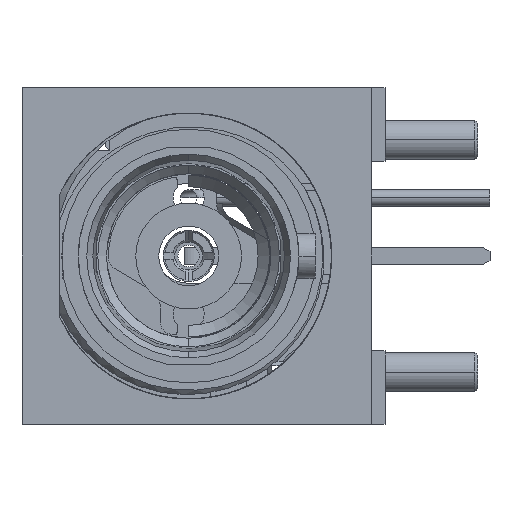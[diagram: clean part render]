
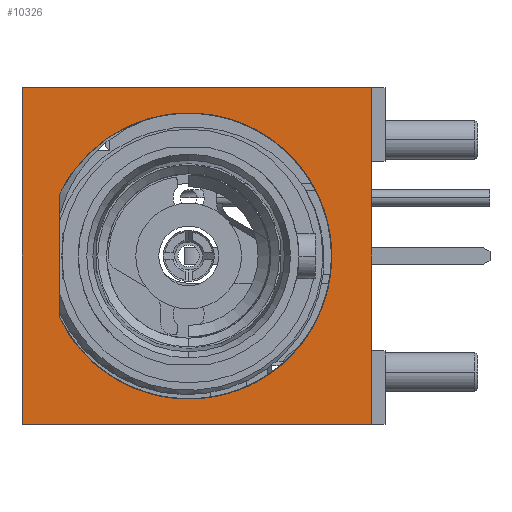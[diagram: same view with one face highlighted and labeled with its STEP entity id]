
A CAD part, left-side view. The second image highlights one B-rep face of the part: STEP entity #10326.
In plain terms, the highlighted planar face has unit normal (-1, 0, 0).
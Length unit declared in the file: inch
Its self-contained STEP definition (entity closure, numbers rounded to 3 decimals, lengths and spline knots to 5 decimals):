
#8498=CARTESIAN_POINT('',(0.34906,0.,0.));
#8499=DIRECTION('',(1.,0.,0.));
#8500=DIRECTION('',(0.,0.902,0.431));
#8501=AXIS2_PLACEMENT_3D('',#8498,#8499,#8500);
#8627=DIRECTION('',(0.,0.,-1.));
#8628=VECTOR('',#8627,0.57992);
#8629=CARTESIAN_POINT('',(0.34906,-0.31496,
0.28996));
#8630=LINE('',#8629,#8628);
#8631=DIRECTION('',(0.,1.,0.));
#8632=VECTOR('',#8631,0.60197);
#8633=CARTESIAN_POINT('',(0.34906,-0.31496,
-0.28996));
#8634=LINE('',#8633,#8632);
#8635=DIRECTION('',(0.,0.,1.));
#8636=VECTOR('',#8635,0.57992);
#8637=CARTESIAN_POINT('',(0.34906,0.28701,
-0.28996));
#8638=LINE('',#8637,#8636);
#8639=DIRECTION('',(0.,-1.,0.));
#8640=VECTOR('',#8639,0.60197);
#8641=CARTESIAN_POINT('',(0.34906,0.28701,
0.28996));
#8642=LINE('',#8641,#8640);
#8643=DIRECTION('',(0.,0.,1.));
#8644=VECTOR('',#8643,0.21215);
#8645=CARTESIAN_POINT('',(0.34906,0.22224,
-0.10607));
#8646=LINE('',#8645,#8644);
#9467=CARTESIAN_POINT('',(0.34906,-0.31496,
0.28996));
#9468=CARTESIAN_POINT('',(0.34906,-0.31496,
-0.28996));
#9469=VERTEX_POINT('',#9467);
#9470=VERTEX_POINT('',#9468);
#9471=CARTESIAN_POINT('',(0.34906,0.28701,
-0.28996));
#9472=VERTEX_POINT('',#9471);
#9473=CARTESIAN_POINT('',(0.34906,0.28701,
0.28996));
#9474=VERTEX_POINT('',#9473);
#9701=CARTESIAN_POINT('',(0.34906,0.22224,
0.10607));
#9703=VERTEX_POINT('',#9701);
#9734=CARTESIAN_POINT('',(0.34906,0.22224,
-0.10607));
#9736=VERTEX_POINT('',#9734);
#10307=CARTESIAN_POINT('',(0.34906,0.,0.));
#10308=DIRECTION('',(1.,0.,0.));
#10309=DIRECTION('',(0.,1.,0.));
#10310=AXIS2_PLACEMENT_3D('',#10307,#10308,#10309);
#10311=PLANE('',#10310);
#10313=ORIENTED_EDGE('',*,*,#10312,.T.);
#10315=ORIENTED_EDGE('',*,*,#10314,.T.);
#10317=ORIENTED_EDGE('',*,*,#10316,.T.);
#10319=ORIENTED_EDGE('',*,*,#10318,.T.);
#10320=EDGE_LOOP('',(#10313,#10315,#10317,#10319));
#10321=FACE_OUTER_BOUND('',#10320,.F.);
#10322=ORIENTED_EDGE('',*,*,#10270,.F.);
#10323=ORIENTED_EDGE('',*,*,#9955,.F.);
#10324=EDGE_LOOP('',(#10322,#10323));
#10325=FACE_BOUND('',#10324,.F.);
#10326=ADVANCED_FACE('',(#10321,#10325),#10311,.F.);
#8502=CIRCLE('',#8501,0.24626);
#9955=EDGE_CURVE('',#9736,#9703,#8646,.T.);
#10270=EDGE_CURVE('',#9703,#9736,#8502,.T.);
#10312=EDGE_CURVE('',#9469,#9470,#8630,.T.);
#10314=EDGE_CURVE('',#9470,#9472,#8634,.T.);
#10316=EDGE_CURVE('',#9472,#9474,#8638,.T.);
#10318=EDGE_CURVE('',#9474,#9469,#8642,.T.);
